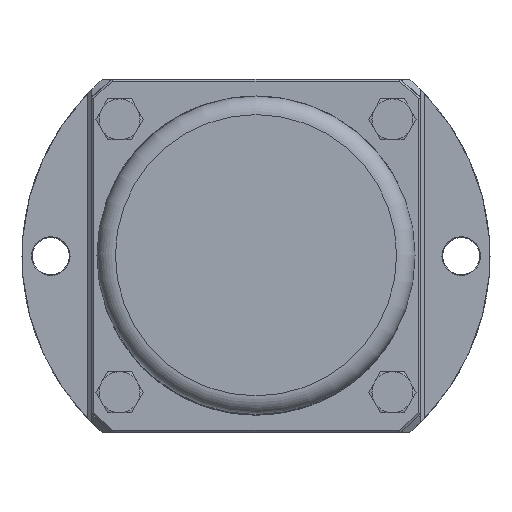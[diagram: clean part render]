
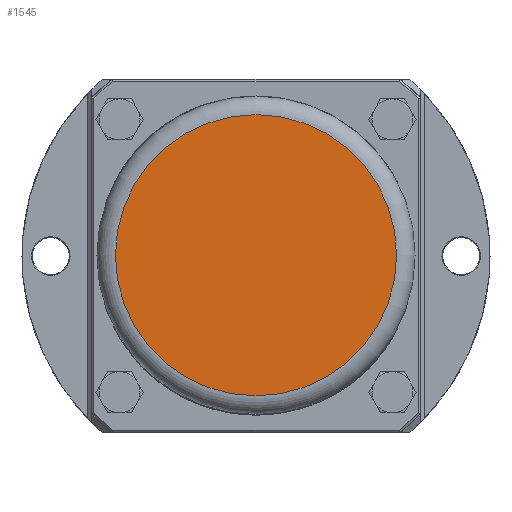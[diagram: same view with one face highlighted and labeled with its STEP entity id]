
A CAD part, top view. The second image highlights one B-rep face of the part: STEP entity #1545.
In plain terms, the highlighted planar face has unit normal (0, 0, 1).
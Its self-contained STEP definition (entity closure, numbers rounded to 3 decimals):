
#587=PLANE('',#12555);
#885=FACE_OUTER_BOUND('',#2643,.T.);
#1545=ADVANCED_FACE('',(#885),#587,.T.);
#2643=EDGE_LOOP('',(#6002));
#6002=ORIENTED_EDGE('',*,*,#10543,.T.);
#9327=VERTEX_POINT('',#17300);
#10543=EDGE_CURVE('',#9327,#9327,#12192,.T.);
#12192=CIRCLE('',#12554,34.25);
#12554=AXIS2_PLACEMENT_3D('',#17299,#13823,#13824);
#12555=AXIS2_PLACEMENT_3D('',#17301,#13825,#13826);
#13823=DIRECTION('',(0.,0.,1.));
#13824=DIRECTION('',(0.,-1.,0.));
#13825=DIRECTION('',(0.,0.,1.));
#13826=DIRECTION('',(1.,0.,0.));
#17299=CARTESIAN_POINT('',(0.,0.,173.025));
#17300=CARTESIAN_POINT('',(0.,-34.25,173.025));
#17301=CARTESIAN_POINT('',(0.,0.,173.025));
